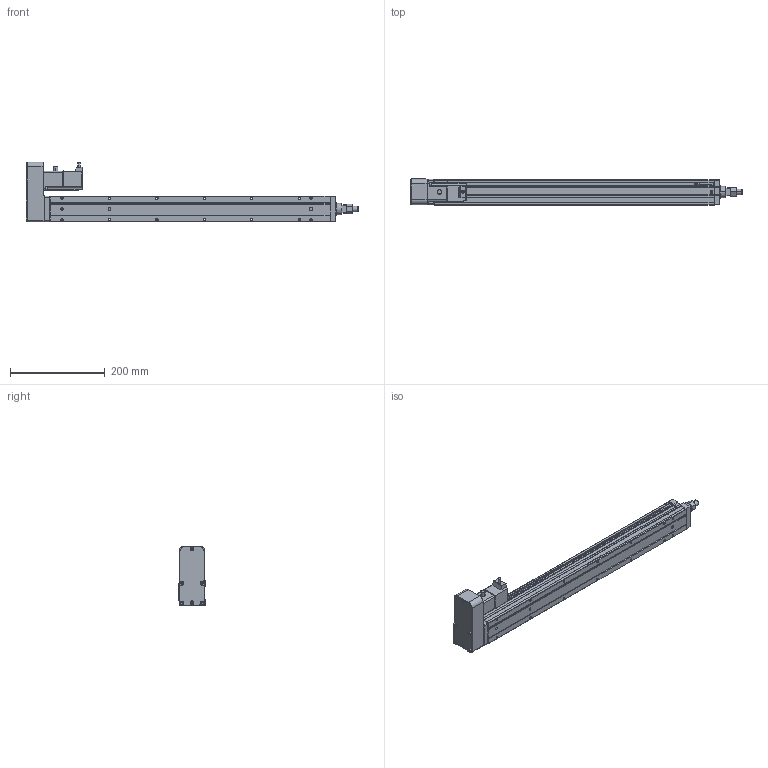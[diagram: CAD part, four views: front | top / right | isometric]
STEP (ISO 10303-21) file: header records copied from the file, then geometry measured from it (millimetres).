
FILE_DESCRIPTION (( 'STEP AP214' ), '1' );
FILE_NAME ('ETU05BL-12XLD-0450-XXXX.STEP', '2025-02-27T15:57:16', ( '' ), ( '' ), 'SwSTEP 2.0', 'SolidWorks 2022', '' );
FILE_SCHEMA (( 'AUTOMOTIVE_DESIGN' ));
Length unit declared in the file: millimetre
Products named in the file (10): ETU05-450BODY3; ETU05-450ROD; ETU05-450MOTOR; ETU05-450SERSOR; ETU05-450NUT; ETU05-450BODY2; FANG STICKER; ETU05-450BODY1; ETU05-450BODY0; ETU05BL-12XLD-0450-XXXX
Assembly tree (10 placements, depth 2):
  ETU05BL-12XLD-0450-XXXX
    ETU05-450BODY0
    ETU05-450BODY1
    ETU05-450BODY2
    ETU05-450MOTOR
    ETU05-450BODY3
    ETU05-450ROD
    ETU05-450NUT
    ETU05-450SERSOR  x2
    FANG STICKER
Bounding box: 700 x 55.25 x 125.77 mm (x, y, z)
Volume: 1678482.7 mm3; surface area: 305881.5 mm2
Topology: 10 solids, 10 shells, 872 faces, 2216 edges, 1425 vertices
Faces by surface type: plane 524, cylinder 234, cone 104, torus 10
Entity records: 26336 total; most frequent: CARTESIAN_POINT 4670, DIRECTION 4459, ORIENTED_EDGE 4356, EDGE_CURVE 2178, VECTOR 1551, LINE 1551, AXIS2_PLACEMENT_3D 1454, VERTEX_POINT 1405
